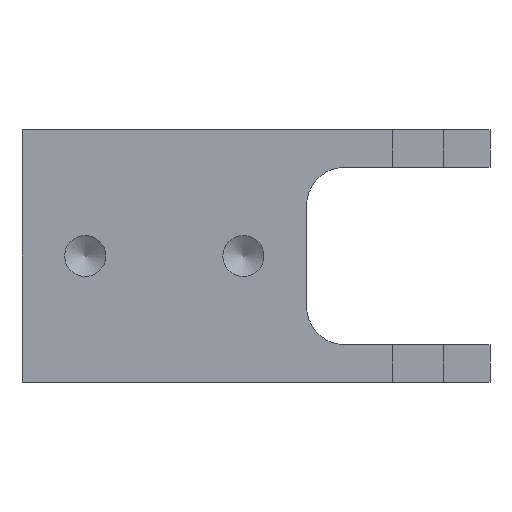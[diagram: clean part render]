
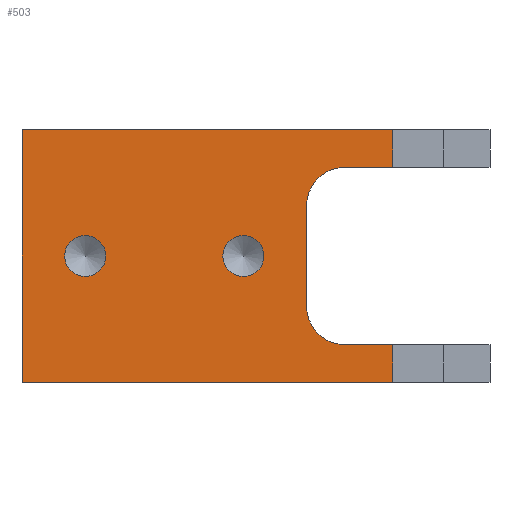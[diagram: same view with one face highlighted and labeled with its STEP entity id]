
A CAD part, left-side view. The second image highlights one B-rep face of the part: STEP entity #503.
In plain terms, the highlighted planar face has unit normal (-1, 0, 0).
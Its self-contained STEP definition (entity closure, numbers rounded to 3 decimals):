
#17=FACE_BOUND('',#89,.T.);
#18=FACE_BOUND('',#90,.T.);
#27=CIRCLE('',#515,3.);
#28=CIRCLE('',#518,3.);
#30=CIRCLE('',#534,1.621);
#32=CIRCLE('',#538,1.621);
#59=FACE_OUTER_BOUND('',#88,.T.);
#88=EDGE_LOOP('',(#444,#445,#446,#447,#448,#449,#450,#451,#452,#453));
#89=EDGE_LOOP('',(#454));
#90=EDGE_LOOP('',(#455));
#98=LINE('',#690,#157);
#118=LINE('',#734,#177);
#125=LINE('',#749,#184);
#132=LINE('',#765,#191);
#133=LINE('',#768,#192);
#139=LINE('',#779,#198);
#142=LINE('',#783,#201);
#149=LINE('',#811,#208);
#157=VECTOR('',#554,29.3);
#177=VECTOR('',#584,29.3);
#184=VECTOR('',#599,8.);
#191=VECTOR('',#612,3.8);
#192=VECTOR('',#615,3.8);
#198=VECTOR('',#623,3.);
#201=VECTOR('',#628,3.);
#208=VECTOR('',#669,20.);
#215=VERTEX_POINT('',#687);
#216=VERTEX_POINT('',#689);
#234=VERTEX_POINT('',#731);
#235=VERTEX_POINT('',#733);
#237=VERTEX_POINT('',#741);
#238=VERTEX_POINT('',#743);
#239=VERTEX_POINT('',#747);
#240=VERTEX_POINT('',#751);
#245=VERTEX_POINT('',#763);
#246=VERTEX_POINT('',#767);
#252=VERTEX_POINT('',#802);
#254=VERTEX_POINT('',#808);
#262=EDGE_CURVE('',#216,#215,#98,.T.);
#284=EDGE_CURVE('',#235,#234,#118,.T.);
#289=EDGE_CURVE('',#237,#238,#27,.T.);
#292=EDGE_CURVE('',#237,#239,#125,.T.);
#294=EDGE_CURVE('',#240,#239,#28,.T.);
#300=EDGE_CURVE('',#240,#245,#132,.T.);
#301=EDGE_CURVE('',#246,#238,#133,.T.);
#307=EDGE_CURVE('',#234,#246,#139,.T.);
#310=EDGE_CURVE('',#245,#216,#142,.T.);
#318=EDGE_CURVE('',#252,#252,#30,.T.);
#320=EDGE_CURVE('',#254,#254,#32,.T.);
#321=EDGE_CURVE('',#215,#235,#149,.T.);
#444=ORIENTED_EDGE('',*,*,#300,.T.);
#445=ORIENTED_EDGE('',*,*,#310,.T.);
#446=ORIENTED_EDGE('',*,*,#262,.T.);
#447=ORIENTED_EDGE('',*,*,#321,.T.);
#448=ORIENTED_EDGE('',*,*,#284,.T.);
#449=ORIENTED_EDGE('',*,*,#307,.T.);
#450=ORIENTED_EDGE('',*,*,#301,.T.);
#451=ORIENTED_EDGE('',*,*,#289,.F.);
#452=ORIENTED_EDGE('',*,*,#292,.T.);
#453=ORIENTED_EDGE('',*,*,#294,.F.);
#454=ORIENTED_EDGE('',*,*,#318,.T.);
#455=ORIENTED_EDGE('',*,*,#320,.T.);
#476=PLANE('',#540);
#503=ADVANCED_FACE('',(#59,#17,#18),#476,.T.);
#515=AXIS2_PLACEMENT_3D('',#744,#593,#594);
#518=AXIS2_PLACEMENT_3D('',#753,#603,#604);
#534=AXIS2_PLACEMENT_3D('',#803,#657,#658);
#538=AXIS2_PLACEMENT_3D('',#809,#665,#666);
#540=AXIS2_PLACEMENT_3D('',#812,#670,#671);
#554=DIRECTION('',(0.,1.,0.));
#584=DIRECTION('',(0.,-1.,0.));
#593=DIRECTION('center_axis',(-1.,0.,0.));
#594=DIRECTION('ref_axis',(0.,0.707,-0.707));
#599=DIRECTION('',(0.,0.,1.));
#603=DIRECTION('center_axis',(-1.,0.,0.));
#604=DIRECTION('ref_axis',(0.,0.707,0.707));
#612=DIRECTION('',(0.,-1.,0.));
#615=DIRECTION('',(0.,1.,0.));
#623=DIRECTION('',(0.,0.,1.));
#628=DIRECTION('',(0.,0.,1.));
#657=DIRECTION('center_axis',(1.,0.,0.));
#658=DIRECTION('ref_axis',(0.,0.,1.));
#665=DIRECTION('center_axis',(1.,0.,0.));
#666=DIRECTION('ref_axis',(0.,0.,1.));
#669=DIRECTION('',(0.,0.,-1.));
#670=DIRECTION('center_axis',(-1.,0.,0.));
#671=DIRECTION('ref_axis',(0.,0.,1.));
#687=CARTESIAN_POINT('',(-1.328,11.192,10.));
#689=CARTESIAN_POINT('',(-1.328,-18.108,10.));
#690=CARTESIAN_POINT('',(-1.328,11.192,10.));
#731=CARTESIAN_POINT('',(-1.328,-18.108,-10.));
#733=CARTESIAN_POINT('',(-1.328,11.192,-10.));
#734=CARTESIAN_POINT('',(-1.328,11.192,-10.));
#741=CARTESIAN_POINT('',(-1.328,-11.308,-4.));
#743=CARTESIAN_POINT('',(-1.328,-14.308,-7.));
#744=CARTESIAN_POINT('Origin',(-1.328,-14.308,-4.));
#747=CARTESIAN_POINT('',(-1.328,-11.308,4.));
#749=CARTESIAN_POINT('',(-1.328,-11.308,-3.5));
#751=CARTESIAN_POINT('',(-1.328,-14.308,7.));
#753=CARTESIAN_POINT('Origin',(-1.328,-14.308,4.));
#763=CARTESIAN_POINT('',(-1.328,-18.108,7.));
#765=CARTESIAN_POINT('',(-1.328,-14.708,7.));
#767=CARTESIAN_POINT('',(-1.328,-18.108,-7.));
#768=CARTESIAN_POINT('',(-1.328,-21.958,-7.));
#779=CARTESIAN_POINT('',(-1.328,-18.108,0.));
#783=CARTESIAN_POINT('',(-1.328,-18.108,0.));
#802=CARTESIAN_POINT('',(-1.328,-6.308,1.621));
#803=CARTESIAN_POINT('Origin',(-1.328,-6.308,0.));
#808=CARTESIAN_POINT('',(-1.328,6.192,1.621));
#809=CARTESIAN_POINT('Origin',(-1.328,6.192,0.));
#811=CARTESIAN_POINT('',(-1.328,11.192,0.));
#812=CARTESIAN_POINT('Origin',(-1.328,-18.108,0.));
